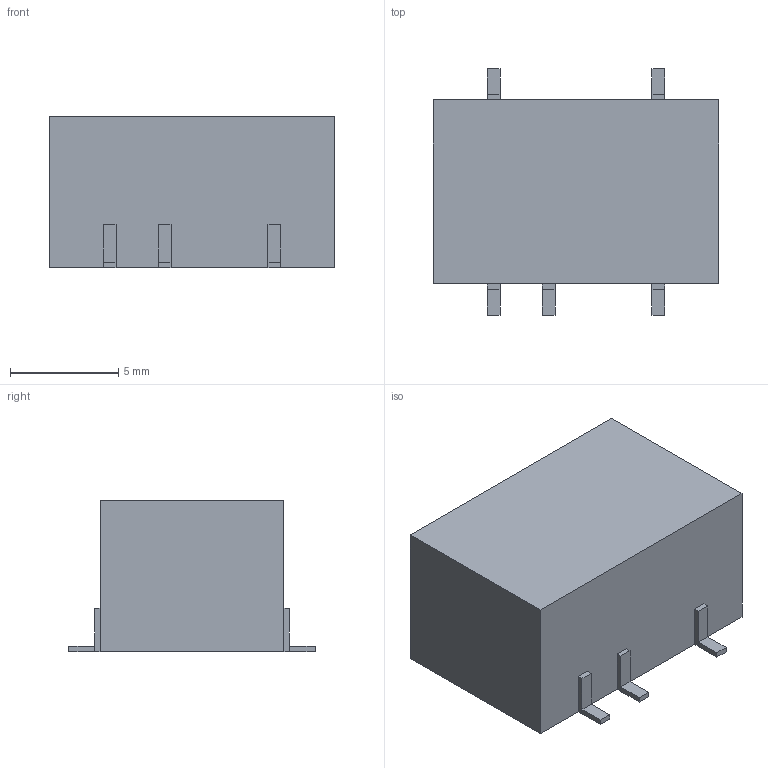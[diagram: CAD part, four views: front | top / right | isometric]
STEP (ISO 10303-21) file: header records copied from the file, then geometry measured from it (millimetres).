
FILE_DESCRIPTION(('FreeCAD Model'),'2;1');
FILE_NAME('Open CASCADE Shape Model','2023-10-28T21:43:51',(''),(''), 'Open CASCADE STEP processor 7.6','FreeCAD','Unknown');
FILE_SCHEMA(('AUTOMOTIVE_DESIGN { 1 0 10303 214 1 1 1 1 }'));
Length unit declared in the file: millimetre
Products named in the file (7): Unnamed1; cube; Group; Group001; Group002; Group003; Group004
Assembly tree (6 placements, depth 2):
  Unnamed1
    cube
    Group
    Group001
    Group002
    Group003
    Group004
Bounding box: 13.2 x 11.4 x 7 mm (x, y, z)
Volume: 787.8 mm3; surface area: 556.9 mm2
Topology: 6 solids, 6 shells, 61 faces, 127 edges, 78 vertices
Faces by surface type: plane 61
Entity records: 1732 total; most frequent: CARTESIAN_POINT 273, DIRECTION 263, ORIENTED_EDGE 254, EDGE_CURVE 127, LINE 127, VECTOR 127, VERTEX_POINT 78, AXIS2_PLACEMENT_3D 68
